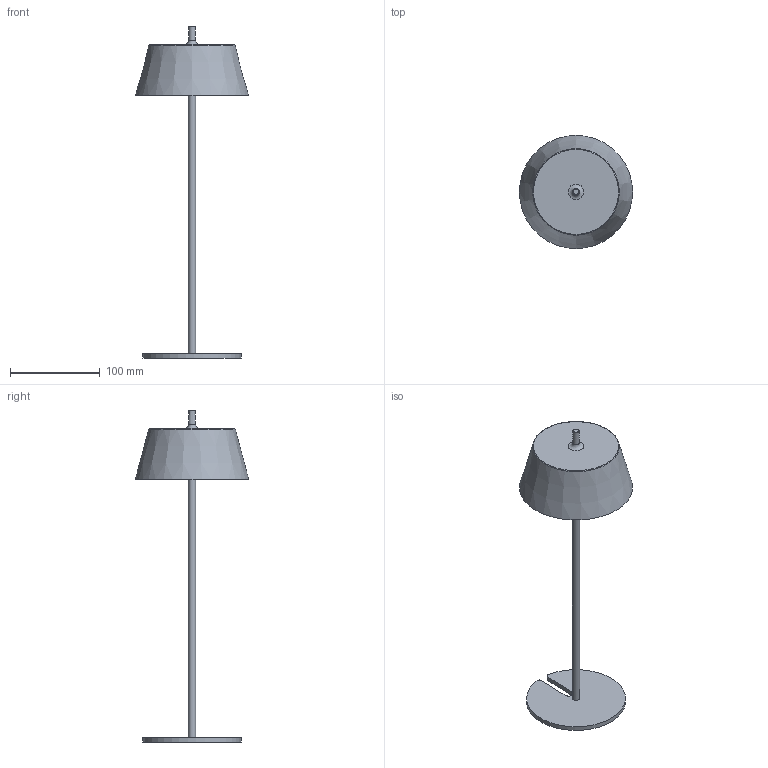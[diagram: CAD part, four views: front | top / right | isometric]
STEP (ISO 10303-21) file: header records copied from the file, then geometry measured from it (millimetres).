
FILE_DESCRIPTION(/* description */ ('This is a sample STEP configuration'),/* implementation_level */ '2;1');
FILE_NAME(/* name */ '135-9006xxxx SIMPLE.ipt_Rev_00.1.stp',/* time_stamp */ '2023-04-26T12:56:28+02:00',/* author */ ('powerJobs'),/* organization */ ('coolOrange'),/* preprocessor_version */ 'ST-DEVELOPER v19.2',/* originating_system */ 'Autodesk Inventor 2023',/* authorisation */ '');
FILE_SCHEMA (('AUTOMOTIVE_DESIGN { 1 0 10303 214 3 1 1 }'));
Length unit declared in the file: millimetre
Products named in the file (1): ENG000025671
Bounding box: 126.03 x 126.03 x 369.35 mm (x, y, z)
Volume: 333868.9 mm3; surface area: 86962.4 mm2
Topology: 1 solids, 1 shells, 25 faces, 52 edges, 33 vertices
Faces by surface type: plane 8, cylinder 5, bspline 5, torus 4, cone 3
Full cylindrical faces by diameter (mm): 8 x1
Entity records: 837 total; most frequent: CARTESIAN_POINT 241, DIRECTION 132, ORIENTED_EDGE 104, AXIS2_PLACEMENT_3D 59, EDGE_CURVE 52, CIRCLE 38, VERTEX_POINT 33, EDGE_LOOP 29
